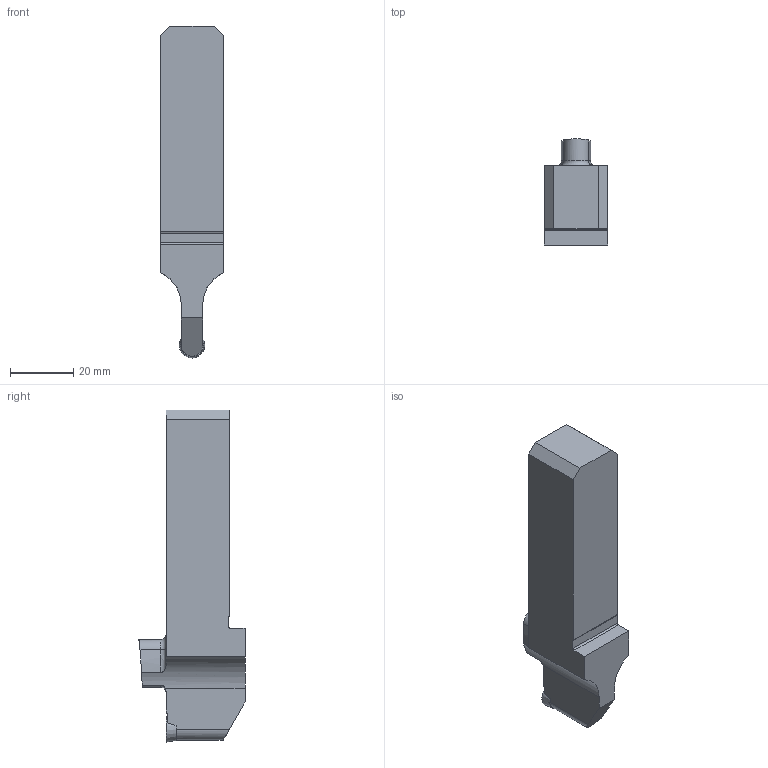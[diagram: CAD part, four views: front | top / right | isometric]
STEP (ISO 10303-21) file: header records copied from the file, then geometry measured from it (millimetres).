
FILE_DESCRIPTION(/* description */ (''),/* implementation_level */ '2;1');
FILE_NAME(/* name */ 'toolassembly_1.stp',/* time_stamp */ '2020-08-31T13:57:16+02:00',/* author */ (''),/* organization */ ('SMS'),/* preprocessor_version */ 'ST-DEVELOPER v16.7',/* originating_system */ 'SIEMENS PLM Software NX 12.0',/* authorisation */ '');
FILE_SCHEMA (('AUTOMOTIVE_DESIGN { 1 0 10303 214 3 1 1 1 }'));
Length unit declared in the file: millimetre
Products named in the file (4): ASSEMBLY_CONSTRUCTION; IsoTurningInsert; NOCUT_20200831135532; TOOLASSEMBLY_1
Assembly tree (3 placements, depth 2):
  TOOLASSEMBLY_1
    NOCUT_20200831135532
    IsoTurningInsert
    ASSEMBLY_CONSTRUCTION
Bounding box: 19.93 x 33.58 x 105 mm (x, y, z)
Volume: 37656 mm3; surface area: 9055.6 mm2
Topology: 2 solids, 2 shells, 45 faces, 120 edges, 84 vertices
Faces by surface type: plane 19, cylinder 15, torus 8, cone 3
Full cylindrical faces by diameter (mm): 3.4 x1
Entity records: 1642 total; most frequent: CARTESIAN_POINT 390, DIRECTION 242, ORIENTED_EDGE 222, EDGE_CURVE 111, AXIS2_PLACEMENT_3D 93, VERTEX_POINT 75, LINE 56, VECTOR 56
